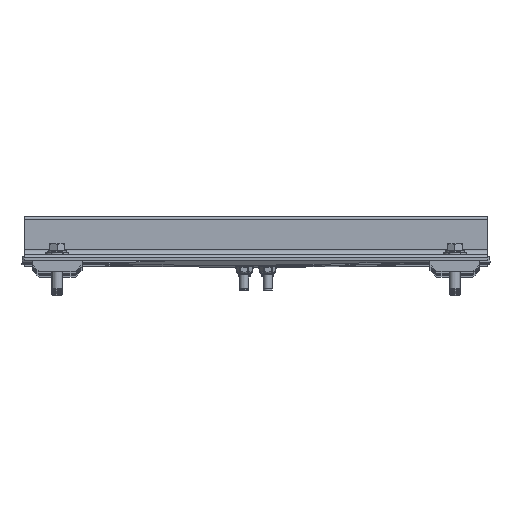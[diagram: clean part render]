
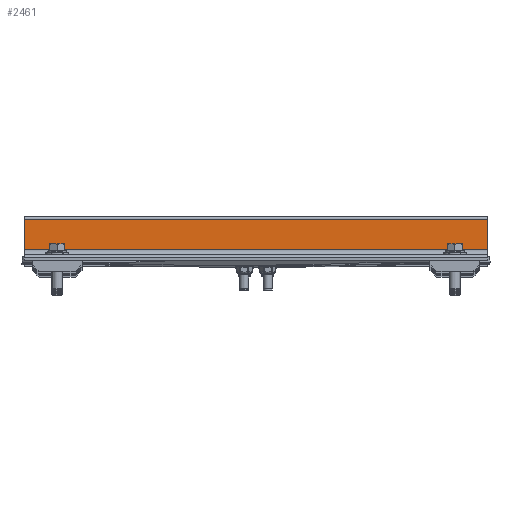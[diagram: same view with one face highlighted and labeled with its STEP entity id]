
A CAD part, top view. The second image highlights one B-rep face of the part: STEP entity #2461.
In plain terms, the highlighted face is planar.
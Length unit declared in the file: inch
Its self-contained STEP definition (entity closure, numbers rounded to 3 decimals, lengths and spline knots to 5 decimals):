
#289=PLANE('',#2984);
#408=FACE_OUTER_BOUND('',#566,.T.);
#566=EDGE_LOOP('',(#2112,#2113,#2114,#2115));
#726=LINE('',#4429,#889);
#732=LINE('',#4446,#895);
#733=LINE('',#4449,#896);
#734=LINE('',#4450,#897);
#889=VECTOR('',#3590,0.3937);
#895=VECTOR('',#3606,0.3937);
#896=VECTOR('',#3609,0.3937);
#897=VECTOR('',#3610,0.3937);
#1235=VERTEX_POINT('',#4426);
#1236=VERTEX_POINT('',#4428);
#1242=VERTEX_POINT('',#4444);
#1243=VERTEX_POINT('',#4448);
#1537=EDGE_CURVE('',#1236,#1235,#726,.T.);
#1546=EDGE_CURVE('',#1242,#1235,#732,.T.);
#1547=EDGE_CURVE('',#1242,#1243,#733,.T.);
#1548=EDGE_CURVE('',#1243,#1236,#734,.T.);
#2112=ORIENTED_EDGE('',*,*,#1547,.T.);
#2113=ORIENTED_EDGE('',*,*,#1548,.T.);
#2114=ORIENTED_EDGE('',*,*,#1537,.T.);
#2115=ORIENTED_EDGE('',*,*,#1546,.F.);
#2461=ADVANCED_FACE('',(#408),#289,.T.);
#2984=AXIS2_PLACEMENT_3D('',#4447,#3607,#3608);
#3590=DIRECTION('',(0.,1.,0.));
#3606=DIRECTION('',(-1.,0.,0.));
#3607=DIRECTION('center_axis',(0.,0.,-1.));
#3608=DIRECTION('ref_axis',(-1.,0.,0.));
#3609=DIRECTION('',(0.,-1.,0.));
#3610=DIRECTION('',(-1.,0.,0.));
#4426=CARTESIAN_POINT('',(-10.5,1.875,-0.25));
#4428=CARTESIAN_POINT('',(-10.5,0.5,-0.25));
#4429=CARTESIAN_POINT('',(-10.5,1.875,-0.25));
#4444=CARTESIAN_POINT('',(10.5,1.875,-0.25));
#4446=CARTESIAN_POINT('',(0.,1.875,-0.25));
#4447=CARTESIAN_POINT('Origin',(0.,1.875,-0.25));
#4448=CARTESIAN_POINT('',(10.5,0.5,-0.25));
#4449=CARTESIAN_POINT('',(10.5,1.875,-0.25));
#4450=CARTESIAN_POINT('',(0.,0.5,-0.25));
